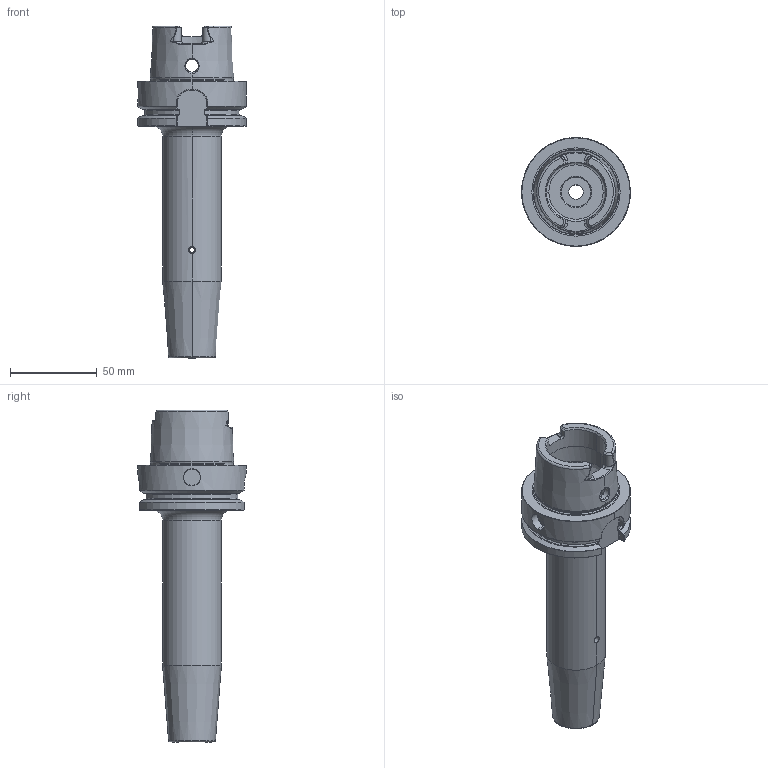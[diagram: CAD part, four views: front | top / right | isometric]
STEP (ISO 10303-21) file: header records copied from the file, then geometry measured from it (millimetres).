
FILE_DESCRIPTION (( 'STEP AP214' ), '1' );
FILE_NAME ('99.A63.014KF x=160_step.STEP', '2021-05-03T11:20:04', ( '' ), ( '' ), 'SwSTEP 2.0', 'SolidWorks 2018', '' );
FILE_SCHEMA (( 'AUTOMOTIVE_DESIGN' ));
Length unit declared in the file: millimetre
Products named in the file (1): 99.A63.014KF x=160_step
Bounding box: 62.94 x 62.94 x 191.9 mm (x, y, z)
Volume: 182557.7 mm3; surface area: 41096.3 mm2
Topology: 1 solids, 1 shells, 264 faces, 659 edges, 392 vertices
Faces by surface type: cylinder 75, plane 56, torus 51, cone 45, bspline 37
Entity records: 12120 total; most frequent: CARTESIAN_POINT 5859, ORIENTED_EDGE 1318, DIRECTION 1134, EDGE_CURVE 659, AXIS2_PLACEMENT_3D 469, VERTEX_POINT 392, EDGE_LOOP 273, FACE_OUTER_BOUND 264
